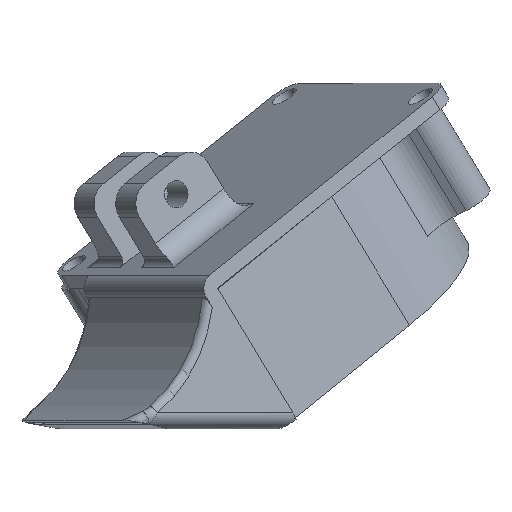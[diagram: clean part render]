
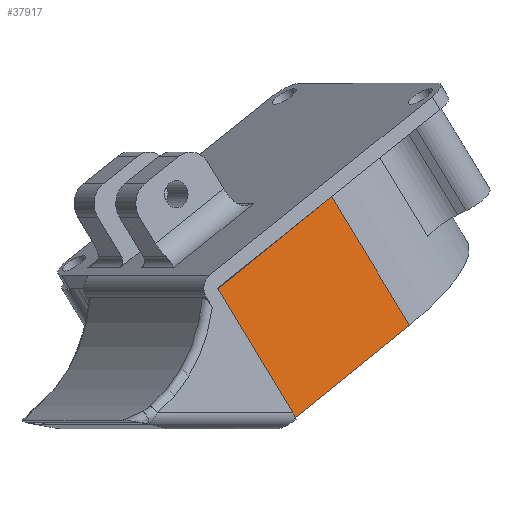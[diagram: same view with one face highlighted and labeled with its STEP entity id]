
A CAD part, front view. The second image highlights one B-rep face of the part: STEP entity #37917.
In plain terms, the highlighted face is planar.
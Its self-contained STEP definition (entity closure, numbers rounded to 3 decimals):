
#32547 = PLANE('',#32548);
#32548 = AXIS2_PLACEMENT_3D('',#32549,#32550,#32551);
#32549 = CARTESIAN_POINT('',(0.,0.,0.));
#32550 = DIRECTION('',(0.,0.,1.));
#32551 = DIRECTION('',(1.,0.,0.));
#33285 = PLANE('',#33286);
#33286 = AXIS2_PLACEMENT_3D('',#33287,#33288,#33289);
#33287 = CARTESIAN_POINT('',(-20.319,0.,19.6));
#33288 = DIRECTION('',(1.,0.,0.));
#33289 = DIRECTION('',(0.,1.,0.));
#33418 = VERTEX_POINT('',#33419);
#33419 = CARTESIAN_POINT('',(-20.319,21.702,
    0.));
#33471 = VERTEX_POINT('',#33472);
#33472 = CARTESIAN_POINT('',(-20.319,21.702,19.6));
#33486 = PLANE('',#33487);
#33487 = AXIS2_PLACEMENT_3D('',#33488,#33489,#33490);
#33488 = CARTESIAN_POINT('',(0.,0.,19.6));
#33489 = DIRECTION('',(0.,0.,1.));
#33490 = DIRECTION('',(1.,0.,0.));
#33498 = EDGE_CURVE('',#33471,#33418,#33499,.T.);
#33499 = SURFACE_CURVE('',#33500,(#33504,#33511),.PCURVE_S1.);
#33500 = LINE('',#33501,#33502);
#33501 = CARTESIAN_POINT('',(-20.319,21.702,19.6));
#33502 = VECTOR('',#33503,1.);
#33503 = DIRECTION('',(-0.,-0.,-1.));
#33504 = PCURVE('',#33285,#33505);
#33505 = DEFINITIONAL_REPRESENTATION('',(#33506),#33510);
#33506 = LINE('',#33507,#33508);
#33507 = CARTESIAN_POINT('',(21.702,0.));
#33508 = VECTOR('',#33509,1.);
#33509 = DIRECTION('',(0.,-1.));
#33510 = ( GEOMETRIC_REPRESENTATION_CONTEXT(2) 
PARAMETRIC_REPRESENTATION_CONTEXT() REPRESENTATION_CONTEXT('2D SPACE',''
  ) );
#33511 = PCURVE('',#33512,#33517);
#33512 = PLANE('',#33513);
#33513 = AXIS2_PLACEMENT_3D('',#33514,#33515,#33516);
#33514 = CARTESIAN_POINT('',(0.,21.702,19.6));
#33515 = DIRECTION('',(0.,1.,0.));
#33516 = DIRECTION('',(0.,0.,1.));
#33517 = DEFINITIONAL_REPRESENTATION('',(#33518),#33522);
#33518 = LINE('',#33519,#33520);
#33519 = CARTESIAN_POINT('',(0.,-20.319));
#33520 = VECTOR('',#33521,1.);
#33521 = DIRECTION('',(-1.,0.));
#33522 = ( GEOMETRIC_REPRESENTATION_CONTEXT(2) 
PARAMETRIC_REPRESENTATION_CONTEXT() REPRESENTATION_CONTEXT('2D SPACE',''
  ) );
#34251 = CYLINDRICAL_SURFACE('',#34252,20.3);
#34252 = AXIS2_PLACEMENT_3D('',#34253,#34254,#34255);
#34253 = CARTESIAN_POINT('',(0.,1.402,19.6));
#34254 = DIRECTION('',(-0.,-0.,-1.));
#34255 = DIRECTION('',(-1.,0.,0.));
#34534 = EDGE_CURVE('',#33418,#34535,#34537,.T.);
#34535 = VERTEX_POINT('',#34536);
#34536 = CARTESIAN_POINT('',(0.,21.702,
    0.));
#34537 = SURFACE_CURVE('',#34538,(#34542,#34549),.PCURVE_S1.);
#34538 = LINE('',#34539,#34540);
#34539 = CARTESIAN_POINT('',(0.,21.702,0.));
#34540 = VECTOR('',#34541,1.);
#34541 = DIRECTION('',(1.,0.,0.));
#34542 = PCURVE('',#32547,#34543);
#34543 = DEFINITIONAL_REPRESENTATION('',(#34544),#34548);
#34544 = LINE('',#34545,#34546);
#34545 = CARTESIAN_POINT('',(0.,21.702));
#34546 = VECTOR('',#34547,1.);
#34547 = DIRECTION('',(1.,0.));
#34548 = ( GEOMETRIC_REPRESENTATION_CONTEXT(2) 
PARAMETRIC_REPRESENTATION_CONTEXT() REPRESENTATION_CONTEXT('2D SPACE',''
  ) );
#34549 = PCURVE('',#33512,#34550);
#34550 = DEFINITIONAL_REPRESENTATION('',(#34551),#34555);
#34551 = LINE('',#34552,#34553);
#34552 = CARTESIAN_POINT('',(-19.6,0.));
#34553 = VECTOR('',#34554,1.);
#34554 = DIRECTION('',(0.,1.));
#34555 = ( GEOMETRIC_REPRESENTATION_CONTEXT(2) 
PARAMETRIC_REPRESENTATION_CONTEXT() REPRESENTATION_CONTEXT('2D SPACE',''
  ) );
#36027 = EDGE_CURVE('',#36028,#34535,#36030,.T.);
#36028 = VERTEX_POINT('',#36029);
#36029 = CARTESIAN_POINT('',(0.,21.702,19.6));
#36030 = SURFACE_CURVE('',#36031,(#36035,#36064),.PCURVE_S1.);
#36031 = LINE('',#36032,#36033);
#36032 = CARTESIAN_POINT('',(0.,21.702,19.6));
#36033 = VECTOR('',#36034,1.);
#36034 = DIRECTION('',(-0.,-0.,-1.));
#36035 = PCURVE('',#34251,#36036);
#36036 = DEFINITIONAL_REPRESENTATION('',(#36037),#36063);
#36037 = B_SPLINE_CURVE_WITH_KNOTS('',3,(#36038,#36039,#36040,#36041,
    #36042,#36043,#36044,#36045,#36046,#36047,#36048,#36049,#36050,
    #36051,#36052,#36053,#36054,#36055,#36056,#36057,#36058,#36059,
    #36060,#36061,#36062),.UNSPECIFIED.,.F.,.F.,(4,1,1,1,1,1,1,1,1,1,1,1
    ,1,1,1,1,1,1,1,1,1,1,4),(-0.,0.891,1.782,
    2.673,3.564,4.455,5.345,
    6.236,7.127,8.018,8.909,9.8,
    10.691,11.582,12.473,13.364,
    14.255,15.145,16.036,16.927,
    17.818,18.709,19.6),.QUASI_UNIFORM_KNOTS.);
#36038 = CARTESIAN_POINT('',(1.571,0.));
#36039 = CARTESIAN_POINT('',(1.571,0.297));
#36040 = CARTESIAN_POINT('',(1.571,0.891));
#36041 = CARTESIAN_POINT('',(1.571,1.782));
#36042 = CARTESIAN_POINT('',(1.571,2.673));
#36043 = CARTESIAN_POINT('',(1.571,3.564));
#36044 = CARTESIAN_POINT('',(1.571,4.455));
#36045 = CARTESIAN_POINT('',(1.571,5.345));
#36046 = CARTESIAN_POINT('',(1.571,6.236));
#36047 = CARTESIAN_POINT('',(1.571,7.127));
#36048 = CARTESIAN_POINT('',(1.571,8.018));
#36049 = CARTESIAN_POINT('',(1.571,8.909));
#36050 = CARTESIAN_POINT('',(1.571,9.8));
#36051 = CARTESIAN_POINT('',(1.571,10.691));
#36052 = CARTESIAN_POINT('',(1.571,11.582));
#36053 = CARTESIAN_POINT('',(1.571,12.473));
#36054 = CARTESIAN_POINT('',(1.571,13.364));
#36055 = CARTESIAN_POINT('',(1.571,14.255));
#36056 = CARTESIAN_POINT('',(1.571,15.145));
#36057 = CARTESIAN_POINT('',(1.571,16.036));
#36058 = CARTESIAN_POINT('',(1.571,16.927));
#36059 = CARTESIAN_POINT('',(1.571,17.818));
#36060 = CARTESIAN_POINT('',(1.571,18.709));
#36061 = CARTESIAN_POINT('',(1.571,19.303));
#36062 = CARTESIAN_POINT('',(1.571,19.6));
#36063 = ( GEOMETRIC_REPRESENTATION_CONTEXT(2) 
PARAMETRIC_REPRESENTATION_CONTEXT() REPRESENTATION_CONTEXT('2D SPACE',''
  ) );
#36064 = PCURVE('',#33512,#36065);
#36065 = DEFINITIONAL_REPRESENTATION('',(#36066),#36070);
#36066 = LINE('',#36067,#36068);
#36067 = CARTESIAN_POINT('',(0.,0.));
#36068 = VECTOR('',#36069,1.);
#36069 = DIRECTION('',(-1.,0.));
#36070 = ( GEOMETRIC_REPRESENTATION_CONTEXT(2) 
PARAMETRIC_REPRESENTATION_CONTEXT() REPRESENTATION_CONTEXT('2D SPACE',''
  ) );
#37917 = ADVANCED_FACE('',(#37918),#33512,.T.);
#37918 = FACE_BOUND('',#37919,.T.);
#37919 = EDGE_LOOP('',(#37920,#37921,#37922,#37943));
#37920 = ORIENTED_EDGE('',*,*,#34534,.F.);
#37921 = ORIENTED_EDGE('',*,*,#33498,.F.);
#37922 = ORIENTED_EDGE('',*,*,#37923,.T.);
#37923 = EDGE_CURVE('',#33471,#36028,#37924,.T.);
#37924 = SURFACE_CURVE('',#37925,(#37929,#37936),.PCURVE_S1.);
#37925 = LINE('',#37926,#37927);
#37926 = CARTESIAN_POINT('',(0.,21.702,19.6));
#37927 = VECTOR('',#37928,1.);
#37928 = DIRECTION('',(1.,0.,0.));
#37929 = PCURVE('',#33512,#37930);
#37930 = DEFINITIONAL_REPRESENTATION('',(#37931),#37935);
#37931 = LINE('',#37932,#37933);
#37932 = CARTESIAN_POINT('',(0.,0.));
#37933 = VECTOR('',#37934,1.);
#37934 = DIRECTION('',(0.,1.));
#37935 = ( GEOMETRIC_REPRESENTATION_CONTEXT(2) 
PARAMETRIC_REPRESENTATION_CONTEXT() REPRESENTATION_CONTEXT('2D SPACE',''
  ) );
#37936 = PCURVE('',#33486,#37937);
#37937 = DEFINITIONAL_REPRESENTATION('',(#37938),#37942);
#37938 = LINE('',#37939,#37940);
#37939 = CARTESIAN_POINT('',(0.,21.702));
#37940 = VECTOR('',#37941,1.);
#37941 = DIRECTION('',(1.,0.));
#37942 = ( GEOMETRIC_REPRESENTATION_CONTEXT(2) 
PARAMETRIC_REPRESENTATION_CONTEXT() REPRESENTATION_CONTEXT('2D SPACE',''
  ) );
#37943 = ORIENTED_EDGE('',*,*,#36027,.T.);
